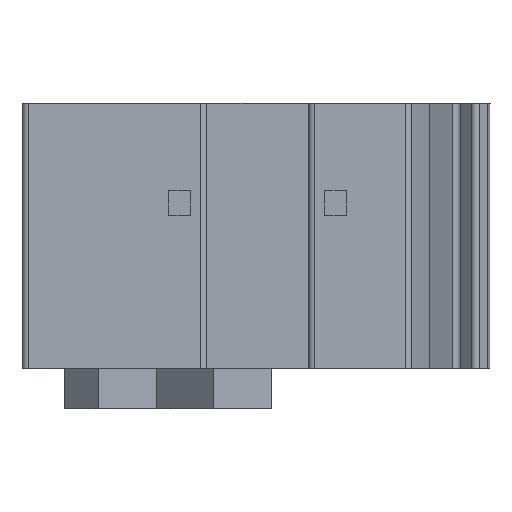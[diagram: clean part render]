
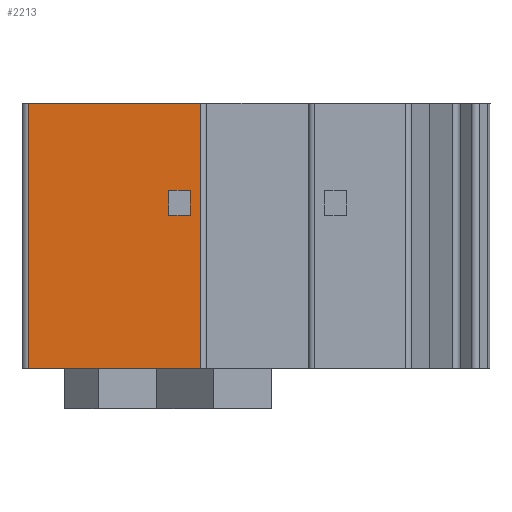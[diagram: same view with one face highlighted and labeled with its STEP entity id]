
A CAD part, front view. The second image highlights one B-rep face of the part: STEP entity #2213.
In plain terms, the highlighted planar face has unit normal (0, -1, 0).
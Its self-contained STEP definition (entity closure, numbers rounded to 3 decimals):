
#39=DIRECTION('',(1.,0.,0.));
#40=VECTOR('',#39,5.525);
#41=CARTESIAN_POINT('',(0.2,0.,-5.3));
#42=LINE('',#41,#40);
#301=DIRECTION('',(1.,0.,0.));
#302=VECTOR('',#301,5.525);
#303=CARTESIAN_POINT('',(0.2,0.,3.2));
#304=LINE('',#303,#302);
#363=DIRECTION('',(0.,0.,1.));
#364=VECTOR('',#363,8.5);
#365=CARTESIAN_POINT('',(0.2,0.,-5.3));
#366=LINE('',#365,#364);
#367=DIRECTION('',(0.,0.,-1.));
#368=VECTOR('',#367,8.5);
#369=CARTESIAN_POINT('',(5.725,0.,3.2));
#370=LINE('',#369,#368);
#371=DIRECTION('',(-1.,0.,0.));
#372=VECTOR('',#371,0.7);
#373=CARTESIAN_POINT('',(5.4,0.,-0.4));
#374=LINE('',#373,#372);
#375=DIRECTION('',(0.,0.,1.));
#376=VECTOR('',#375,0.8);
#377=CARTESIAN_POINT('',(5.4,0.,-0.4));
#378=LINE('',#377,#376);
#379=DIRECTION('',(-1.,0.,0.));
#380=VECTOR('',#379,0.7);
#381=CARTESIAN_POINT('',(5.4,0.,0.4));
#382=LINE('',#381,#380);
#383=DIRECTION('',(0.,0.,1.));
#384=VECTOR('',#383,0.8);
#385=CARTESIAN_POINT('',(4.7,0.,-0.4));
#386=LINE('',#385,#384);
#1474=CARTESIAN_POINT('',(5.725,0.,-5.3));
#1476=VERTEX_POINT('',#1474);
#1524=CARTESIAN_POINT('',(0.2,0.,-5.3));
#1525=VERTEX_POINT('',#1524);
#1594=CARTESIAN_POINT('',(5.725,0.,3.2));
#1596=VERTEX_POINT('',#1594);
#1644=CARTESIAN_POINT('',(0.2,0.,3.2));
#1645=VERTEX_POINT('',#1644);
#1794=CARTESIAN_POINT('',(5.4,0.,-0.4));
#1795=CARTESIAN_POINT('',(4.7,0.,-0.4));
#1796=VERTEX_POINT('',#1794);
#1797=VERTEX_POINT('',#1795);
#1798=CARTESIAN_POINT('',(5.4,0.,0.4));
#1799=CARTESIAN_POINT('',(4.7,0.,0.4));
#1800=VERTEX_POINT('',#1798);
#1801=VERTEX_POINT('',#1799);
#2191=CARTESIAN_POINT('',(0.2,0.,-5.3));
#2192=DIRECTION('',(0.,-1.,0.));
#2193=DIRECTION('',(1.,0.,0.));
#2194=AXIS2_PLACEMENT_3D('',#2191,#2192,#2193);
#2195=PLANE('',#2194);
#2196=ORIENTED_EDGE('',*,*,#2185,.T.);
#2197=ORIENTED_EDGE('',*,*,#2097,.T.);
#2199=ORIENTED_EDGE('',*,*,#2198,.T.);
#2200=ORIENTED_EDGE('',*,*,#1905,.F.);
#2201=EDGE_LOOP('',(#2196,#2197,#2199,#2200));
#2202=FACE_OUTER_BOUND('',#2201,.F.);
#2204=ORIENTED_EDGE('',*,*,#2203,.F.);
#2206=ORIENTED_EDGE('',*,*,#2205,.T.);
#2208=ORIENTED_EDGE('',*,*,#2207,.T.);
#2210=ORIENTED_EDGE('',*,*,#2209,.F.);
#2211=EDGE_LOOP('',(#2204,#2206,#2208,#2210));
#2212=FACE_BOUND('',#2211,.F.);
#2213=ADVANCED_FACE('',(#2202,#2212),#2195,.T.);
#1905=EDGE_CURVE('',#1525,#1476,#42,.T.);
#2097=EDGE_CURVE('',#1645,#1596,#304,.T.);
#2185=EDGE_CURVE('',#1525,#1645,#366,.T.);
#2198=EDGE_CURVE('',#1596,#1476,#370,.T.);
#2203=EDGE_CURVE('',#1796,#1797,#374,.T.);
#2205=EDGE_CURVE('',#1796,#1800,#378,.T.);
#2207=EDGE_CURVE('',#1800,#1801,#382,.T.);
#2209=EDGE_CURVE('',#1797,#1801,#386,.T.);
